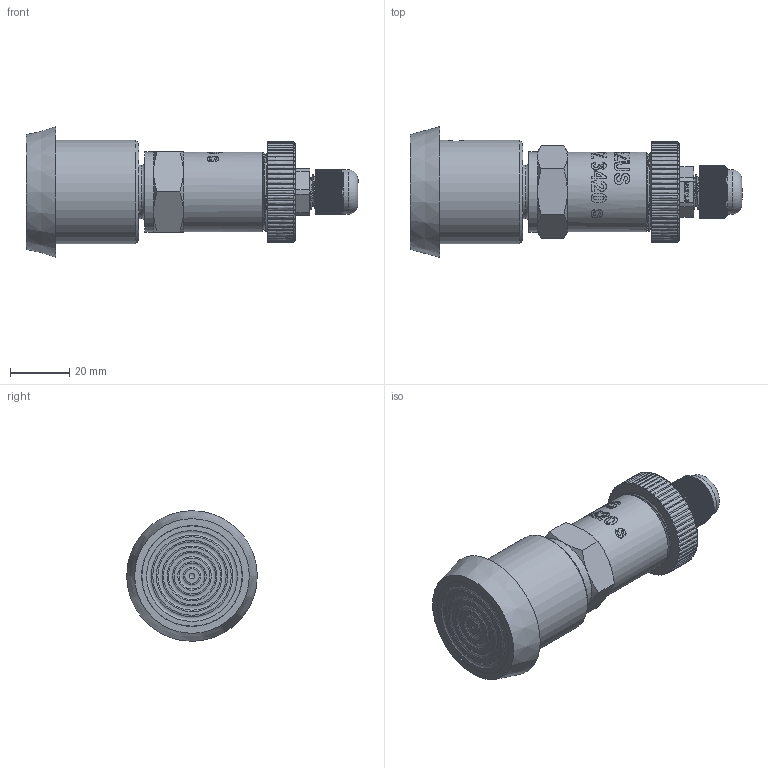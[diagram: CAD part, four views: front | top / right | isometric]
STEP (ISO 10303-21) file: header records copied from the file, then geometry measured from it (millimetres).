
FILE_DESCRIPTION(/* description */ (''),/* implementation_level */ '2;1');
FILE_NAME(/* name */ 'APZ3420s_TapperDN25_2.step',/* time_stamp */ '2021-07-08T14:08:22+03:00',/* author */ (''),/* organization */ (''),/* preprocessor_version */ 'ST-DEVELOPER v18.1',/* originating_system */ 'Autodesk Translation Framework v10.9.0.1377',/* authorisation */ '');
FILE_SCHEMA (('AUTOMOTIVE_DESIGN { 1 0 10303 214 3 1 1 }'));
Length unit declared in the file: millimetre
Products named in the file (9): АПЗ 3420S заполненная; OMAL nut M27x1.5; Ш100.000.001; M12x1.5 Cable gland; Cable gland; Rubber gasket; M12 Domed nut; G1\2EN; Tapper socket DN25 diaphragm 34 v2 (1)
Assembly tree (8 placements, depth 3):
  АПЗ 3420S заполненная
    OMAL nut M27x1.5
    Ш100.000.001
    M12x1.5 Cable gland
      Cable gland
      Rubber gasket
      M12 Domed nut
    G1\2EN
    Tapper socket DN25 diaphragm 34 v2 (1)
Bounding box: 111.83 x 44 x 44 mm (x, y, z)
Volume: 73782.3 mm3; surface area: 27215.4 mm2
Topology: 8 solids, 8 shells, 2776 faces, 8090 edges, 5391 vertices
Faces by surface type: plane 1504, cylinder 793, bspline 432, cone 31, torus 14, sphere 2
Full cylindrical faces by diameter (mm): 1 x6, 2 x1, 3 x1, 3.3 x1, 5 x1, 6 x3, 7 x1, 7.5 x1, 8 x1, 9.976 x5, 10 x6, 10.376 x4, 10.526 x3, 11.6 x4, 12 x5, 12.203 x3, 12.6 x1, 15 x1, 16.7 x1, 17 x1, 17.5 x1, 18 x1, 18.631 x7, 20.955 x7, 21.4 x2, 22 x1, 22.3 x1, 22.4 x1, 24.5 x1, 25.132 x4
Entity records: 123687 total; most frequent: CARTESIAN_POINT 53591, ORIENTED_EDGE 16176, DIRECTION 12570, EDGE_CURVE 8088, VERTEX_POINT 5390, LINE 4342, VECTOR 4342, AXIS2_PLACEMENT_3D 4114
